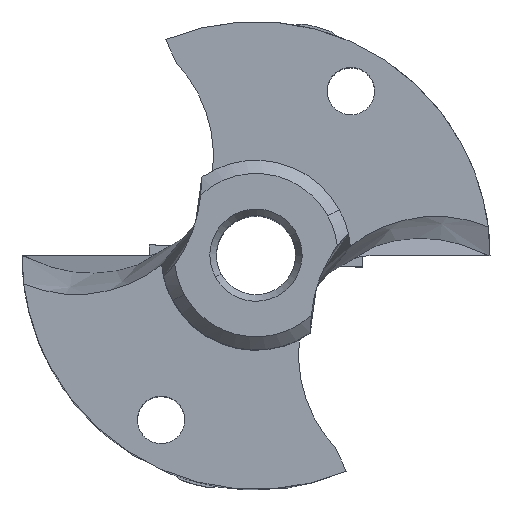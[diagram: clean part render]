
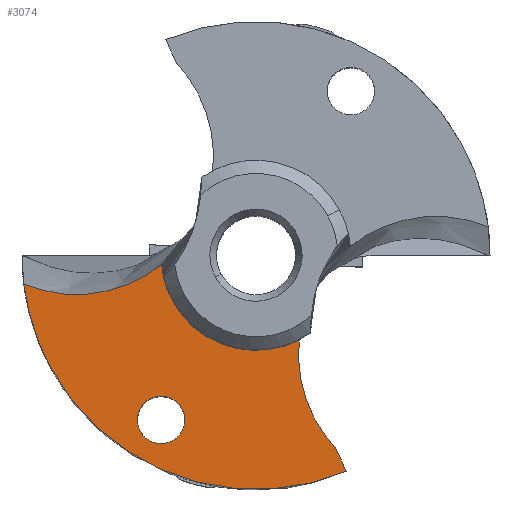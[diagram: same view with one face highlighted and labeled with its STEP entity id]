
A CAD part, top view. The second image highlights one B-rep face of the part: STEP entity #3074.
In plain terms, the highlighted planar face has unit normal (0, 0, 1).
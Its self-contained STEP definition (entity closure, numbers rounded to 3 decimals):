
#281=AXIS2_PLACEMENT_3D('Circle Axis2P3D',#279,#280,$) ;
#827=AXIS2_PLACEMENT_3D('Circle Axis2P3D',#825,#826,$) ;
#846=AXIS2_PLACEMENT_3D('Circle Axis2P3D',#844,#845,$) ;
#1291=AXIS2_PLACEMENT_3D('Circle Axis2P3D',#1289,#1290,$) ;
#1744=AXIS2_PLACEMENT_3D('Plane Axis2P3D',#1741,#1742,#1743) ;
#2899=AXIS2_PLACEMENT_3D('Circle Axis2P3D',#2897,#2898,$) ;
#3058=AXIS2_PLACEMENT_3D('Circle Axis2P3D',#3056,#3057,$) ;
#276=CARTESIAN_POINT('Vertex',(-15.577,-8.51,0.)) ;
#279=CARTESIAN_POINT('Axis2P3D Location',(0.,0.,0.)) ;
#283=CARTESIAN_POINT('Vertex',(-17.618,-2.159,0.)) ;
#452=CARTESIAN_POINT('Vertex',(6.019,-14.577,0.)) ;
#456=CARTESIAN_POINT('Control Point',(6.019,-14.577,0.)) ;
#457=CARTESIAN_POINT('Control Point',(6.186,-14.936,0.)) ;
#458=CARTESIAN_POINT('Control Point',(6.354,-15.295,0.)) ;
#459=CARTESIAN_POINT('Control Point',(6.521,-15.654,0.)) ;
#460=CARTESIAN_POINT('Control Point',(6.689,-16.013,0.)) ;
#461=CARTESIAN_POINT('Control Point',(6.856,-16.372,0.)) ;
#462=CARTESIAN_POINT('Vertex',(6.856,-16.372,0.)) ;
#617=CARTESIAN_POINT('Control Point',(-17.618,-2.159,0.)) ;
#618=CARTESIAN_POINT('Control Point',(-15.665,-2.988,0.)) ;
#619=CARTESIAN_POINT('Control Point',(-13.4,-3.352,0.)) ;
#620=CARTESIAN_POINT('Control Point',(-11.012,-3.031,0.)) ;
#621=CARTESIAN_POINT('Control Point',(-8.886,-2.069,0.)) ;
#622=CARTESIAN_POINT('Control Point',(-7.166,-0.694,0.)) ;
#623=CARTESIAN_POINT('Vertex',(-7.166,-0.694,0.)) ;
#822=CARTESIAN_POINT('Vertex',(-7.2,-10.671,0.)) ;
#825=CARTESIAN_POINT('Axis2P3D Location',(-7.2,-12.471,0.)) ;
#829=CARTESIAN_POINT('Vertex',(-7.2,-14.271,0.)) ;
#844=CARTESIAN_POINT('Axis2P3D Location',(-7.2,-12.471,0.)) ;
#959=CARTESIAN_POINT('Vertex',(3.28,-6.409,0.)) ;
#963=CARTESIAN_POINT('Control Point',(6.019,-14.577,0.)) ;
#964=CARTESIAN_POINT('Control Point',(4.821,-13.306,0.)) ;
#965=CARTESIAN_POINT('Control Point',(3.865,-11.747,0.)) ;
#966=CARTESIAN_POINT('Control Point',(3.275,-9.974,0.)) ;
#967=CARTESIAN_POINT('Control Point',(3.097,-8.154,0.)) ;
#968=CARTESIAN_POINT('Control Point',(3.28,-6.409,0.)) ;
#1286=CARTESIAN_POINT('Vertex',(-6.319,-3.452,0.)) ;
#1289=CARTESIAN_POINT('Axis2P3D Location',(0.,0.,0.)) ;
#1741=CARTESIAN_POINT('Axis2P3D Location',(17.75,0.,0.)) ;
#2897=CARTESIAN_POINT('Axis2P3D Location',(0.,0.,0.)) ;
#3056=CARTESIAN_POINT('Axis2P3D Location',(0.,0.,0.)) ;
#280=DIRECTION('Axis2P3D Direction',(0.,0.,1.)) ;
#826=DIRECTION('Axis2P3D Direction',(-0.,0.,-1.)) ;
#845=DIRECTION('Axis2P3D Direction',(-0.,0.,-1.)) ;
#1290=DIRECTION('Axis2P3D Direction',(0.,0.,1.)) ;
#1742=DIRECTION('Axis2P3D Direction',(0.,0.,1.)) ;
#1743=DIRECTION('Axis2P3D XDirection',(1.,0.,0.)) ;
#2898=DIRECTION('Axis2P3D Direction',(0.,0.,1.)) ;
#3057=DIRECTION('Axis2P3D Direction',(0.,0.,1.)) ;
#3062=ORIENTED_EDGE('',*,*,#969,.T.) ;
#3063=ORIENTED_EDGE('',*,*,#1293,.F.) ;
#3064=ORIENTED_EDGE('',*,*,#2901,.F.) ;
#3065=ORIENTED_EDGE('',*,*,#625,.F.) ;
#3066=ORIENTED_EDGE('',*,*,#285,.T.) ;
#3067=ORIENTED_EDGE('',*,*,#3060,.T.) ;
#3068=ORIENTED_EDGE('',*,*,#464,.F.) ;
#3071=ORIENTED_EDGE('',*,*,#831,.T.) ;
#3072=ORIENTED_EDGE('',*,*,#848,.T.) ;
#3073=FACE_BOUND('',#3070,.T.) ;
#3074=ADVANCED_FACE('NOCUT',(#3069,#3073),#1745,.T.) ;
#455=B_SPLINE_CURVE_WITH_KNOTS('',5,(#456,#457,#458,#459,#460,#461),.UNSPECIFIED.,.F.,.U.,(6,6),(1.004,2.985),.UNSPECIFIED.) ;
#616=B_SPLINE_CURVE_WITH_KNOTS('',5,(#617,#618,#619,#620,#621,#622),.UNSPECIFIED.,.F.,.U.,(6,6),(0.211,15.814),.UNSPECIFIED.) ;
#962=B_SPLINE_CURVE_WITH_KNOTS('',5,(#963,#964,#965,#966,#967,#968),.UNSPECIFIED.,.F.,.U.,(6,6),(4.402,16.833),.UNSPECIFIED.) ;
#282=CIRCLE('generated circle',#281,17.75) ;
#828=CIRCLE('generated circle',#827,1.8) ;
#847=CIRCLE('generated circle',#846,1.8) ;
#1292=CIRCLE('generated circle',#1291,7.2) ;
#2900=CIRCLE('generated circle',#2899,7.2) ;
#3059=CIRCLE('generated circle',#3058,17.75) ;
#285=EDGE_CURVE('',#284,#277,#282,.T.) ;
#464=EDGE_CURVE('',#453,#463,#455,.T.) ;
#625=EDGE_CURVE('',#284,#624,#616,.T.) ;
#831=EDGE_CURVE('',#830,#823,#828,.T.) ;
#848=EDGE_CURVE('',#823,#830,#847,.T.) ;
#969=EDGE_CURVE('',#453,#960,#962,.T.) ;
#1293=EDGE_CURVE('',#1287,#960,#1292,.T.) ;
#2901=EDGE_CURVE('',#624,#1287,#2900,.T.) ;
#3060=EDGE_CURVE('',#277,#463,#3059,.T.) ;
#3061=EDGE_LOOP('',(#3062,#3063,#3064,#3065,#3066,#3067,#3068)) ;
#3070=EDGE_LOOP('',(#3071,#3072)) ;
#3069=FACE_OUTER_BOUND('',#3061,.T.) ;
#1745=PLANE('',#1744) ;
#277=VERTEX_POINT('',#276) ;
#284=VERTEX_POINT('',#283) ;
#453=VERTEX_POINT('',#452) ;
#463=VERTEX_POINT('',#462) ;
#624=VERTEX_POINT('',#623) ;
#823=VERTEX_POINT('',#822) ;
#830=VERTEX_POINT('',#829) ;
#960=VERTEX_POINT('',#959) ;
#1287=VERTEX_POINT('',#1286) ;
